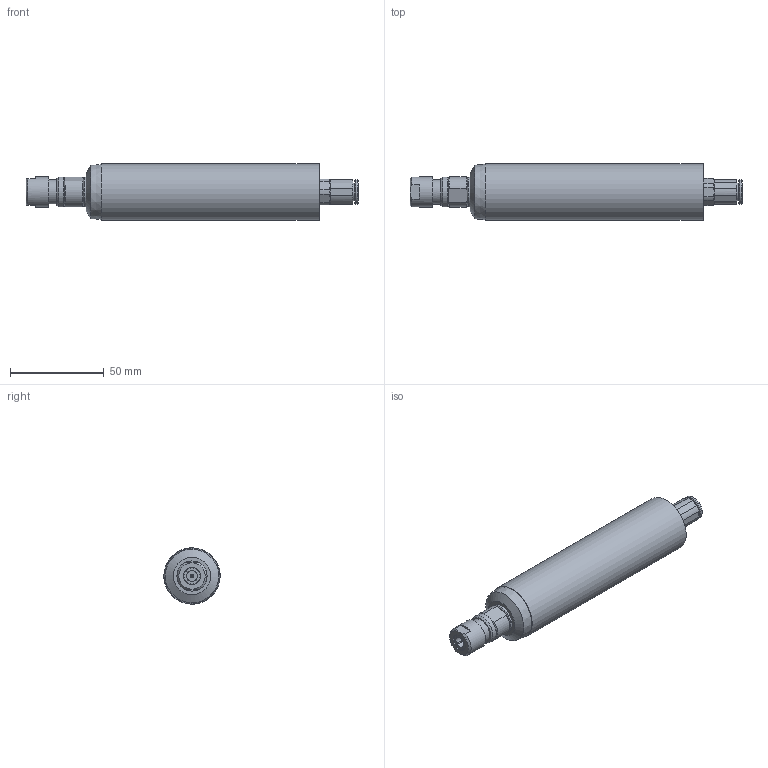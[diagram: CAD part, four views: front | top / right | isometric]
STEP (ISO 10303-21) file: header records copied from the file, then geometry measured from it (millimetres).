
FILE_DESCRIPTION(/* description */ (''),/* implementation_level */ '2;1');
FILE_NAME(/* name */ 'PGAS 3-370 RS_P60066175.stp',/* time_stamp */ '2022-04-12T17:52:13+02:00',/* author */ ('IBasyouni'),/* organization */ (''),/* preprocessor_version */ 'ST-DEVELOPER v18.1',/* originating_system */ 'Autodesk Inventor 2021',/* authorisation */ '');
FILE_SCHEMA (('AUTOMOTIVE_DESIGN { 1 0 10303 214 3 1 1 }'));
Length unit declared in the file: millimetre
Products named in the file (1): PGAS 3-370 RS_P60066175
Bounding box: 176.67 x 29.93 x 29.93 mm (x, y, z)
Volume: 92288.2 mm3; surface area: 19691.4 mm2
Topology: 1 solids, 2 shells, 194 faces, 505 edges, 315 vertices
Faces by surface type: plane 90, cylinder 51, cone 51, torus 2
Full cylindrical faces by diameter (mm): 1 x1, 6 x1, 7 x1, 8 x1, 8.565 x1, 8.566 x1, 9.188 x1, 9.2 x2, 12.19 x1, 13 x3, 16 x4, 25 x1, 25.5 x1, 26.917 x1, 30 x1
Entity records: 6243 total; most frequent: CARTESIAN_POINT 1271, ORIENTED_EDGE 1008, DIRECTION 1006, EDGE_CURVE 504, AXIS2_PLACEMENT_3D 412, VERTEX_POINT 315, CIRCLE 217, EDGE_LOOP 213
